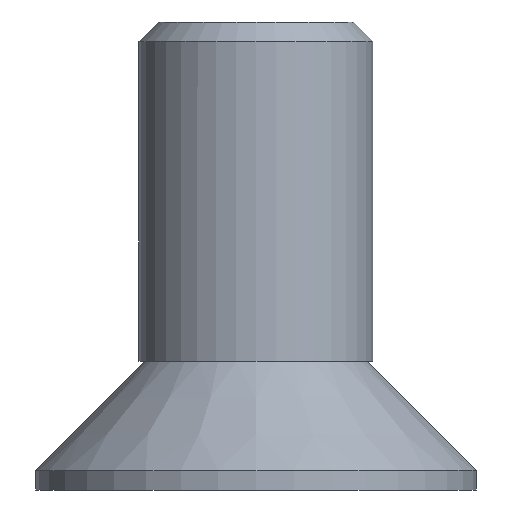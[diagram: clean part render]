
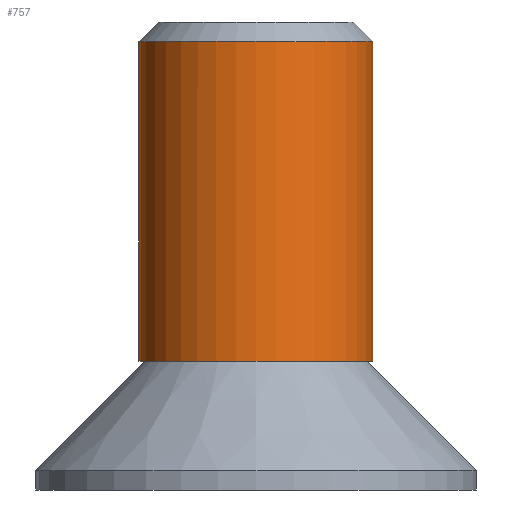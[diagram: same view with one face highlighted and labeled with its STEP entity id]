
A CAD part, front view. The second image highlights one B-rep face of the part: STEP entity #757.
In plain terms, the highlighted cylindrical face has radius 3 mm (diameter 6 mm), a partial arc.
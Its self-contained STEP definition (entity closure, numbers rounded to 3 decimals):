
#25 = DIRECTION ( 'NONE',  ( 0., 0., -1. ) ) ;
#32 = DIRECTION ( 'NONE',  ( 0., 0., -1. ) ) ;
#46 = CARTESIAN_POINT ( 'NONE',  ( 3., 0., 3.3 ) ) ;
#72 = ORIENTED_EDGE ( 'NONE', *, *, #200, .T. ) ;
#86 = EDGE_CURVE ( 'NONE', #759, #965, #196, .T. ) ;
#99 = EDGE_CURVE ( 'NONE', #837, #782, #275, .T. ) ;
#100 = EDGE_CURVE ( 'NONE', #837, #759, #869, .T. ) ;
#111 = CARTESIAN_POINT ( 'NONE',  ( -3., 0., 20.485 ) ) ;
#166 = FACE_OUTER_BOUND ( 'NONE', #874, .T. ) ;
#168 = CIRCLE ( 'NONE', #750, 3. ) ;
#196 = LINE ( 'NONE', #111, #457 ) ;
#200 = EDGE_CURVE ( 'NONE', #965, #782, #168, .T. ) ;
#244 = AXIS2_PLACEMENT_3D ( 'NONE', #993, #840, #365 ) ;
#275 = LINE ( 'NONE', #975, #849 ) ;
#365 = DIRECTION ( 'NONE',  ( -1., 0., 0. ) ) ;
#422 = CYLINDRICAL_SURFACE ( 'NONE', #244, 3. ) ;
#457 = VECTOR ( 'NONE', #25, 1000. ) ;
#541 = ORIENTED_EDGE ( 'NONE', *, *, #99, .F. ) ;
#546 = DIRECTION ( 'NONE',  ( 0., 0., 1. ) ) ;
#547 = ORIENTED_EDGE ( 'NONE', *, *, #86, .T. ) ;
#548 = CARTESIAN_POINT ( 'NONE',  ( -3., 0., 3.3 ) ) ;
#668 = CARTESIAN_POINT ( 'NONE',  ( 0., 0., 11.5 ) ) ;
#742 = CARTESIAN_POINT ( 'NONE',  ( -3., 0., 11.5 ) ) ;
#747 = CARTESIAN_POINT ( 'NONE',  ( 3., 0., 11.5 ) ) ;
#750 = AXIS2_PLACEMENT_3D ( 'NONE', #838, #546, #1008 ) ;
#755 = DIRECTION ( 'NONE',  ( 0., 0., -1. ) ) ;
#757 = ADVANCED_FACE ( 'NONE', ( #166 ), #422, .T. ) ;
#759 = VERTEX_POINT ( 'NONE', #742 ) ;
#782 = VERTEX_POINT ( 'NONE', #46 ) ;
#837 = VERTEX_POINT ( 'NONE', #747 ) ;
#838 = CARTESIAN_POINT ( 'NONE',  ( 0., 0., 3.3 ) ) ;
#840 = DIRECTION ( 'NONE',  ( 0., 0., -1. ) ) ;
#849 = VECTOR ( 'NONE', #32, 1000. ) ;
#869 = CIRCLE ( 'NONE', #954, 3. ) ;
#874 = EDGE_LOOP ( 'NONE', ( #541, #913, #547, #72 ) ) ;
#901 = DIRECTION ( 'NONE',  ( 1., 0., 0. ) ) ;
#913 = ORIENTED_EDGE ( 'NONE', *, *, #100, .T. ) ;
#954 = AXIS2_PLACEMENT_3D ( 'NONE', #668, #755, #901 ) ;
#965 = VERTEX_POINT ( 'NONE', #548 ) ;
#975 = CARTESIAN_POINT ( 'NONE',  ( 3., 0., 20.485 ) ) ;
#993 = CARTESIAN_POINT ( 'NONE',  ( 0., 0., 20.485 ) ) ;
#1008 = DIRECTION ( 'NONE',  ( 1., 0., 0. ) ) ;
